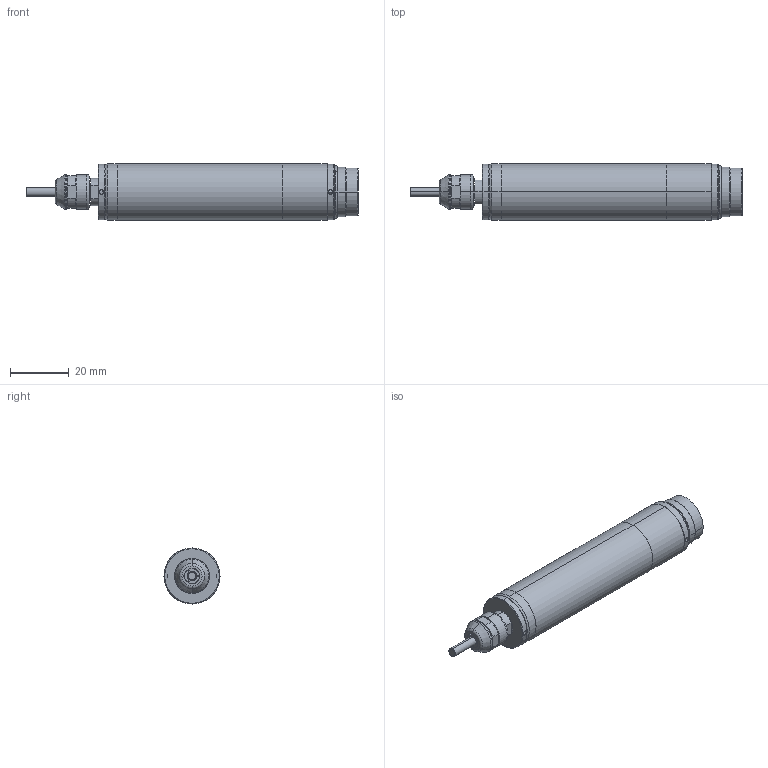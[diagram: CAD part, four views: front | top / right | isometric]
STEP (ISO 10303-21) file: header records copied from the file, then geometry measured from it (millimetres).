
FILE_DESCRIPTION (( 'STEP AP203' ), '1' );
FILE_NAME ('BMJ-319.STEP', '2015-04-23T04:28:28', ( '株式会社ナカニシ' ), ( '' ), 'SwSTEP 2.0', 'SolidWorks 2013', '' );
FILE_SCHEMA (( 'CONFIG_CONTROL_DESIGN' ));
Length unit declared in the file: millimetre
Products named in the file (1): BMJ-319
Bounding box: 112.77 x 19.05 x 19.05 mm (x, y, z)
Surface area: 7766.1 mm2 (no closed solid volume)
Topology: 0 solids, 19 shells, 180 faces, 528 edges, 355 vertices
Faces by surface type: cylinder 58, cone 52, plane 38, sphere 14, torus 10, bspline 8
Entity records: 6336 total; most frequent: CARTESIAN_POINT 1556, DIRECTION 1056, ORIENTED_EDGE 866, EDGE_CURVE 514, AXIS2_PLACEMENT_3D 442, VERTEX_POINT 355, CIRCLE 269, EDGE_LOOP 205
